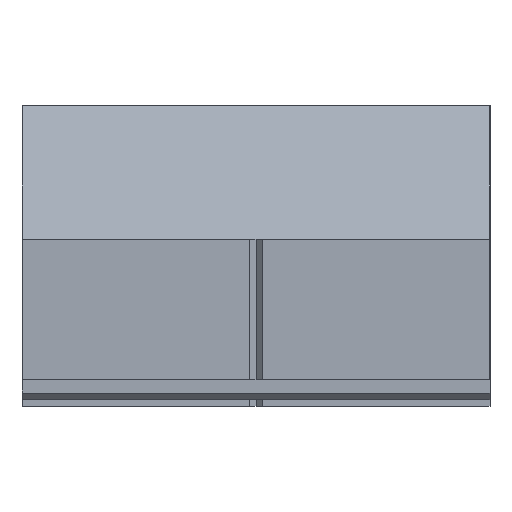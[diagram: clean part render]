
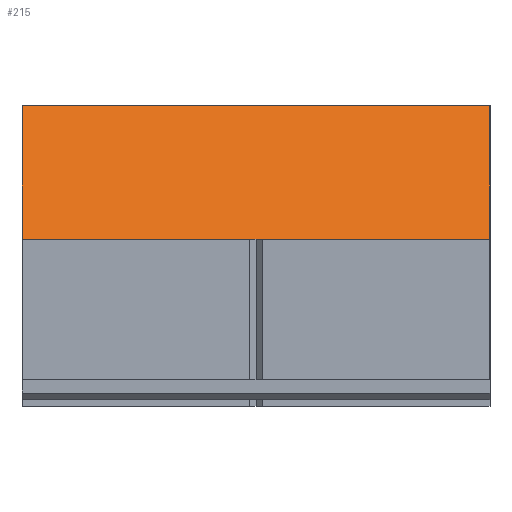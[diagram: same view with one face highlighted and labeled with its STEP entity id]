
A CAD part, front view. The second image highlights one B-rep face of the part: STEP entity #215.
In plain terms, the highlighted planar face has unit normal (0, -0.707, 0.707).
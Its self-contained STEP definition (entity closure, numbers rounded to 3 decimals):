
#215 = ADVANCED_FACE( '', ( #311 ), #312, .F. );
#311 = FACE_OUTER_BOUND( '', #572, .T. );
#312 = PLANE( '', #573 );
#572 = EDGE_LOOP( '', ( #939, #940, #941, #942 ) );
#573 = AXIS2_PLACEMENT_3D( '', #943, #944, #945 );
#939 = ORIENTED_EDGE( '', *, *, #1114, .T. );
#940 = ORIENTED_EDGE( '', *, *, #1100, .F. );
#941 = ORIENTED_EDGE( '', *, *, #1115, .F. );
#942 = ORIENTED_EDGE( '', *, *, #1109, .T. );
#943 = CARTESIAN_POINT( '', ( 17.5, 1.744, 20. ) );
#944 = DIRECTION( '', ( 0., 0.707, -0.707 ) );
#945 = DIRECTION( '', ( 0., 0.707, 0.707 ) );
#1100 = EDGE_CURVE( '', #1283, #1285, #1286, .T. );
#1109 = EDGE_CURVE( '', #1302, #1300, #1303, .T. );
#1114 = EDGE_CURVE( '', #1300, #1285, #1310, .T. );
#1115 = EDGE_CURVE( '', #1302, #1283, #1311, .T. );
#1283 = VERTEX_POINT( '', #1925 );
#1285 = VERTEX_POINT( '', #1928 );
#1286 = LINE( '', #1929, #1930 );
#1300 = VERTEX_POINT( '', #1951 );
#1302 = VERTEX_POINT( '', #1954 );
#1303 = LINE( '', #1955, #1956 );
#1310 = LINE( '', #1967, #1968 );
#1311 = LINE( '', #1969, #1970 );
#1925 = CARTESIAN_POINT( '', ( 17.5, -8.256, 10. ) );
#1928 = CARTESIAN_POINT( '', ( -17.5, -8.256, 10. ) );
#1929 = CARTESIAN_POINT( '', ( 17.5, -8.256, 10. ) );
#1930 = VECTOR( '', #2084, 1000. );
#1951 = CARTESIAN_POINT( '', ( -17.5, 1.744, 20. ) );
#1954 = CARTESIAN_POINT( '', ( 17.5, 1.744, 20. ) );
#1955 = CARTESIAN_POINT( '', ( 17.5, 1.744, 20. ) );
#1956 = VECTOR( '', #2093, 1000. );
#1967 = CARTESIAN_POINT( '', ( -17.5, 1.744, 20. ) );
#1968 = VECTOR( '', #2098, 1000. );
#1969 = CARTESIAN_POINT( '', ( 17.5, 1.744, 20. ) );
#1970 = VECTOR( '', #2099, 1000. );
#2084 = DIRECTION( '', ( -1., 0., 0. ) );
#2093 = DIRECTION( '', ( -1., 0., 0. ) );
#2098 = DIRECTION( '', ( 0., -0.707, -0.707 ) );
#2099 = DIRECTION( '', ( 0., -0.707, -0.707 ) );
